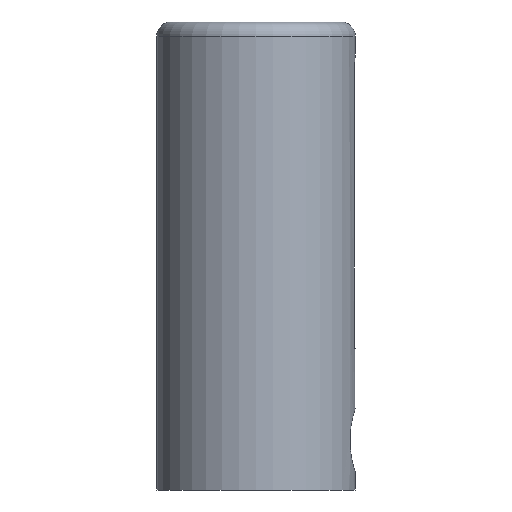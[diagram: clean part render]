
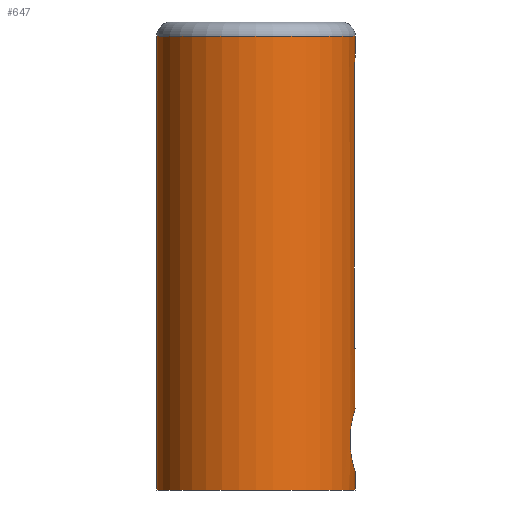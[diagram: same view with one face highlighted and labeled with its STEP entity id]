
A CAD part, left-side view. The second image highlights one B-rep face of the part: STEP entity #647.
In plain terms, the highlighted cylindrical face has radius 7 mm (diameter 14 mm), a full revolution.
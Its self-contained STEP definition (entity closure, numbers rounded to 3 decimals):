
#18=FACE_BOUND('',#121,.T.);
#19=FACE_BOUND('',#122,.T.);
#29=ELLIPSE('',#717,9.899,7.);
#30=ELLIPSE('',#718,9.899,7.);
#36=CIRCLE('',#714,7.);
#37=CIRCLE('',#716,7.);
#38=CIRCLE('',#719,7.);
#82=FACE_OUTER_BOUND('',#120,.T.);
#120=EDGE_LOOP('',(#509,#510,#511,#512));
#121=EDGE_LOOP('',(#513,#514));
#122=EDGE_LOOP('',(#515,#516,#517,#518,#519));
#178=LINE('',#1126,#241);
#179=LINE('',#1168,#242);
#180=LINE('',#1174,#243);
#241=VECTOR('',#834,7.);
#242=VECTOR('',#837,10.);
#243=VECTOR('',#842,10.);
#280=B_SPLINE_CURVE_WITH_KNOTS('',3,(#1130,#1131,#1132,#1133,#1134,#1135,
#1136,#1137,#1138,#1139,#1140,#1141,#1142,#1143,#1144,#1145,#1146,#1147),
 .UNSPECIFIED.,.F.,.F.,(4,2,2,2,2,2,2,2,4),(0.,0.085,0.171,
0.256,0.342,0.427,0.512,
0.598,0.683),.UNSPECIFIED.);
#281=B_SPLINE_CURVE_WITH_KNOTS('',3,(#1148,#1149,#1150,#1151,#1152,#1153,
#1154,#1155,#1156,#1157,#1158,#1159,#1160,#1161,#1162,#1163,#1164,#1165),
 .UNSPECIFIED.,.F.,.F.,(4,2,2,2,2,2,2,2,4),(0.683,0.769,
0.854,0.94,1.025,1.11,1.196,
1.281,1.367),.UNSPECIFIED.);
#320=VERTEX_POINT('',#1121);
#321=VERTEX_POINT('',#1125);
#322=VERTEX_POINT('',#1128);
#323=VERTEX_POINT('',#1129);
#324=VERTEX_POINT('',#1166);
#325=VERTEX_POINT('',#1167);
#326=VERTEX_POINT('',#1169);
#327=VERTEX_POINT('',#1171);
#328=VERTEX_POINT('',#1173);
#393=EDGE_CURVE('',#320,#320,#36,.T.);
#394=EDGE_CURVE('',#320,#321,#178,.T.);
#395=EDGE_CURVE('',#321,#321,#37,.T.);
#396=EDGE_CURVE('',#322,#323,#280,.T.);
#397=EDGE_CURVE('',#323,#322,#281,.T.);
#398=EDGE_CURVE('',#324,#325,#179,.T.);
#399=EDGE_CURVE('',#326,#325,#29,.T.);
#400=EDGE_CURVE('',#327,#326,#30,.T.);
#401=EDGE_CURVE('',#327,#328,#180,.T.);
#402=EDGE_CURVE('',#328,#324,#38,.T.);
#509=ORIENTED_EDGE('',*,*,#393,.F.);
#510=ORIENTED_EDGE('',*,*,#394,.T.);
#511=ORIENTED_EDGE('',*,*,#395,.T.);
#512=ORIENTED_EDGE('',*,*,#394,.F.);
#513=ORIENTED_EDGE('',*,*,#396,.T.);
#514=ORIENTED_EDGE('',*,*,#397,.T.);
#515=ORIENTED_EDGE('',*,*,#398,.T.);
#516=ORIENTED_EDGE('',*,*,#399,.F.);
#517=ORIENTED_EDGE('',*,*,#400,.F.);
#518=ORIENTED_EDGE('',*,*,#401,.T.);
#519=ORIENTED_EDGE('',*,*,#402,.T.);
#630=CYLINDRICAL_SURFACE('',#715,7.);
#647=ADVANCED_FACE('',(#82,#18,#19),#630,.T.);
#714=AXIS2_PLACEMENT_3D('',#1123,#830,#831);
#715=AXIS2_PLACEMENT_3D('',#1124,#832,#833);
#716=AXIS2_PLACEMENT_3D('',#1127,#835,#836);
#717=AXIS2_PLACEMENT_3D('',#1170,#838,#839);
#718=AXIS2_PLACEMENT_3D('',#1172,#840,#841);
#719=AXIS2_PLACEMENT_3D('',#1175,#843,#844);
#830=DIRECTION('center_axis',(0.,0.,1.));
#831=DIRECTION('ref_axis',(-1.,0.,0.));
#832=DIRECTION('center_axis',(0.,0.,1.));
#833=DIRECTION('ref_axis',(1.,0.,0.));
#834=DIRECTION('',(0.,0.,-1.));
#835=DIRECTION('center_axis',(0.,0.,1.));
#836=DIRECTION('ref_axis',(1.,0.,0.));
#837=DIRECTION('',(0.,0.,1.));
#838=DIRECTION('center_axis',(0.707,0.,-0.707));
#839=DIRECTION('ref_axis',(0.707,0.,0.707));
#840=DIRECTION('center_axis',(-0.707,0.,-0.707));
#841=DIRECTION('ref_axis',(0.707,0.,-0.707));
#842=DIRECTION('',(0.,0.,-1.));
#843=DIRECTION('center_axis',(0.,0.,-1.));
#844=DIRECTION('ref_axis',(1.,0.,0.));
#1121=CARTESIAN_POINT('',(-7.,0.,32.));
#1123=CARTESIAN_POINT('Origin',(0.,0.,32.));
#1124=CARTESIAN_POINT('Origin',(0.,0.,0.));
#1125=CARTESIAN_POINT('',(-7.,0.,0.));
#1126=CARTESIAN_POINT('',(-7.,0.,0.));
#1127=CARTESIAN_POINT('Origin',(0.,0.,0.));
#1128=CARTESIAN_POINT('',(2.25,-6.629,3.5));
#1129=CARTESIAN_POINT('',(-2.25,-6.629,3.5));
#1130=CARTESIAN_POINT('Ctrl Pts',(2.25,-6.629,3.5));
#1131=CARTESIAN_POINT('Ctrl Pts',(2.25,-6.629,3.215));
#1132=CARTESIAN_POINT('Ctrl Pts',(2.193,-6.649,2.913));
#1133=CARTESIAN_POINT('Ctrl Pts',(1.962,-6.72,2.359));
#1134=CARTESIAN_POINT('Ctrl Pts',(1.79,-6.77,2.108));
#1135=CARTESIAN_POINT('Ctrl Pts',(1.392,-6.863,1.71));
#1136=CARTESIAN_POINT('Ctrl Pts',(1.141,-6.912,1.538));
#1137=CARTESIAN_POINT('Ctrl Pts',(0.587,-6.981,1.307));
#1138=CARTESIAN_POINT('Ctrl Pts',(0.285,-7.,1.25));
#1139=CARTESIAN_POINT('Ctrl Pts',(-0.285,-7.,1.25));
#1140=CARTESIAN_POINT('Ctrl Pts',(-0.587,-6.981,1.307));
#1141=CARTESIAN_POINT('Ctrl Pts',(-1.141,-6.912,1.538));
#1142=CARTESIAN_POINT('Ctrl Pts',(-1.392,-6.863,1.71));
#1143=CARTESIAN_POINT('Ctrl Pts',(-1.79,-6.77,2.108));
#1144=CARTESIAN_POINT('Ctrl Pts',(-1.962,-6.72,2.359));
#1145=CARTESIAN_POINT('Ctrl Pts',(-2.193,-6.649,2.913));
#1146=CARTESIAN_POINT('Ctrl Pts',(-2.25,-6.629,3.215));
#1147=CARTESIAN_POINT('Ctrl Pts',(-2.25,-6.629,3.5));
#1148=CARTESIAN_POINT('Ctrl Pts',(-2.25,-6.629,3.5));
#1149=CARTESIAN_POINT('Ctrl Pts',(-2.25,-6.629,3.785));
#1150=CARTESIAN_POINT('Ctrl Pts',(-2.193,-6.649,4.087));
#1151=CARTESIAN_POINT('Ctrl Pts',(-1.962,-6.72,4.641));
#1152=CARTESIAN_POINT('Ctrl Pts',(-1.79,-6.77,4.892));
#1153=CARTESIAN_POINT('Ctrl Pts',(-1.392,-6.863,5.29));
#1154=CARTESIAN_POINT('Ctrl Pts',(-1.141,-6.912,5.462));
#1155=CARTESIAN_POINT('Ctrl Pts',(-0.587,-6.981,
5.693));
#1156=CARTESIAN_POINT('Ctrl Pts',(-0.285,-7.,5.75));
#1157=CARTESIAN_POINT('Ctrl Pts',(0.285,-7.,5.75));
#1158=CARTESIAN_POINT('Ctrl Pts',(0.587,-6.981,5.693));
#1159=CARTESIAN_POINT('Ctrl Pts',(1.141,-6.912,5.462));
#1160=CARTESIAN_POINT('Ctrl Pts',(1.392,-6.863,5.29));
#1161=CARTESIAN_POINT('Ctrl Pts',(1.79,-6.77,4.892));
#1162=CARTESIAN_POINT('Ctrl Pts',(1.962,-6.72,4.641));
#1163=CARTESIAN_POINT('Ctrl Pts',(2.193,-6.649,4.087));
#1164=CARTESIAN_POINT('Ctrl Pts',(2.25,-6.629,3.785));
#1165=CARTESIAN_POINT('Ctrl Pts',(2.25,-6.629,3.5));
#1166=CARTESIAN_POINT('',(-1.,-6.928,10.));
#1167=CARTESIAN_POINT('',(-1.,-6.928,30.));
#1168=CARTESIAN_POINT('',(-1.,-6.928,0.));
#1169=CARTESIAN_POINT('',(0.,-7.,31.));
#1170=CARTESIAN_POINT('Origin',(0.,0.,31.));
#1171=CARTESIAN_POINT('',(1.,-6.928,30.));
#1172=CARTESIAN_POINT('Origin',(0.,0.,31.));
#1173=CARTESIAN_POINT('',(1.,-6.928,10.));
#1174=CARTESIAN_POINT('',(1.,-6.928,0.));
#1175=CARTESIAN_POINT('Origin',(0.,0.,10.));
